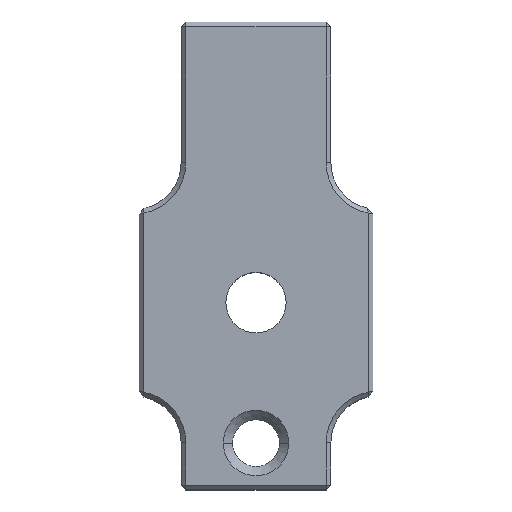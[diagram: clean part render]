
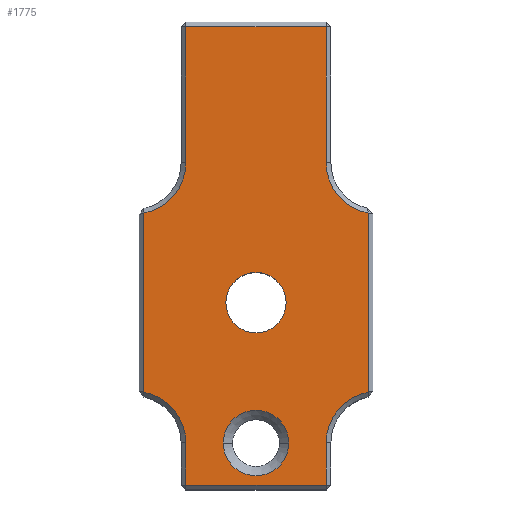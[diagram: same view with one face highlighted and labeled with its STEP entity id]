
A CAD part, top view. The second image highlights one B-rep face of the part: STEP entity #1775.
In plain terms, the highlighted planar face has unit normal (0, 0, 1).
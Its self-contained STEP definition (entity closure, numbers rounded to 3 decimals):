
#24 = CARTESIAN_POINT ( 'NONE',  ( 5., 24.975, 0. ) ) ;
#35 = VERTEX_POINT ( 'NONE', #206 ) ;
#63 = VERTEX_POINT ( 'NONE', #1593 ) ;
#78 = DIRECTION ( 'NONE',  ( 0., 0., 1. ) ) ;
#87 = DIRECTION ( 'NONE',  ( 0., 0., -1. ) ) ;
#142 = DIRECTION ( 'NONE',  ( 1., 0., 0. ) ) ;
#144 = CARTESIAN_POINT ( 'NONE',  ( 16., -5., 0. ) ) ;
#151 = VERTEX_POINT ( 'NONE', #1316 ) ;
#153 = CARTESIAN_POINT ( 'NONE',  ( 20., 24.975, 0. ) ) ;
#166 = DIRECTION ( 'NONE',  ( 0., 0., 1. ) ) ;
#170 = VERTEX_POINT ( 'NONE', #1498 ) ;
#181 = ORIENTED_EDGE ( 'NONE', *, *, #866, .T. ) ;
#188 = VERTEX_POINT ( 'NONE', #144 ) ;
#206 = CARTESIAN_POINT ( 'NONE',  ( 5., -9.5, 0. ) ) ;
#221 = CIRCLE ( 'NONE', #511, 3.225 ) ;
#235 = EDGE_CURVE ( 'NONE', #440, #188, #1604, .T. ) ;
#249 = CARTESIAN_POINT ( 'NONE',  ( 12.5, -5., 0. ) ) ;
#252 = AXIS2_PLACEMENT_3D ( 'NONE', #893, #78, #1114 ) ;
#258 = FACE_OUTER_BOUND ( 'NONE', #541, .T. ) ;
#272 = CARTESIAN_POINT ( 'NONE',  ( 5., -10., 0. ) ) ;
#304 = ORIENTED_EDGE ( 'NONE', *, *, #981, .F. ) ;
#340 = DIRECTION ( 'NONE',  ( 0., 0., -1. ) ) ;
#440 = VERTEX_POINT ( 'NONE', #1816 ) ;
#444 = VERTEX_POINT ( 'NONE', #1302 ) ;
#490 = EDGE_CURVE ( 'NONE', #1238, #151, #1637, .T. ) ;
#499 = VERTEX_POINT ( 'NONE', #2160 ) ;
#501 = CARTESIAN_POINT ( 'NONE',  ( 12.5, 10., 0. ) ) ;
#508 = CARTESIAN_POINT ( 'NONE',  ( 25.5, 24.975, 0. ) ) ;
#511 = AXIS2_PLACEMENT_3D ( 'NONE', #501, #166, #998 ) ;
#530 = LINE ( 'NONE', #1328, #1643 ) ;
#541 = EDGE_LOOP ( 'NONE', ( #851, #1321, #556, #630, #760, #1235, #1807, #1001, #1307, #1273, #181, #1299 ) ) ;
#556 = ORIENTED_EDGE ( 'NONE', *, *, #748, .T. ) ;
#594 = DIRECTION ( 'NONE',  ( 0., 0., -1. ) ) ;
#596 = LINE ( 'NONE', #2097, #2154 ) ;
#630 = ORIENTED_EDGE ( 'NONE', *, *, #490, .T. ) ;
#654 = CARTESIAN_POINT ( 'NONE',  ( 24.5, 40., 0. ) ) ;
#665 = DIRECTION ( 'NONE',  ( -1., 0., 0. ) ) ;
#728 = AXIS2_PLACEMENT_3D ( 'NONE', #2002, #87, #804 ) ;
#748 = EDGE_CURVE ( 'NONE', #499, #1238, #2150, .T. ) ;
#760 = ORIENTED_EDGE ( 'NONE', *, *, #1587, .T. ) ;
#773 = DIRECTION ( 'NONE',  ( -1., 0., 0. ) ) ;
#795 = CARTESIAN_POINT ( 'NONE',  ( 20., 40., 0. ) ) ;
#803 = VERTEX_POINT ( 'NONE', #24 ) ;
#804 = DIRECTION ( 'NONE',  ( -1., 0., 0. ) ) ;
#851 = ORIENTED_EDGE ( 'NONE', *, *, #2131, .T. ) ;
#859 = CARTESIAN_POINT ( 'NONE',  ( 12.5, -5., 0. ) ) ;
#866 = EDGE_CURVE ( 'NONE', #35, #1061, #530, .T. ) ;
#888 = CARTESIAN_POINT ( 'NONE',  ( 5., 39.5, 0. ) ) ;
#893 = CARTESIAN_POINT ( 'NONE',  ( 12.5, 10., 0. ) ) ;
#910 = VECTOR ( 'NONE', #1899, 1000. ) ;
#920 = ORIENTED_EDGE ( 'NONE', *, *, #1218, .F. ) ;
#926 = CARTESIAN_POINT ( 'NONE',  ( 15.725, 10., 0. ) ) ;
#927 = EDGE_LOOP ( 'NONE', ( #959, #1500 ) ) ;
#939 = DIRECTION ( 'NONE',  ( -1., 0., 0. ) ) ;
#942 = AXIS2_PLACEMENT_3D ( 'NONE', #1392, #2044, #1057 ) ;
#959 = ORIENTED_EDGE ( 'NONE', *, *, #1151, .T. ) ;
#961 = DIRECTION ( 'NONE',  ( 0., -1., 0. ) ) ;
#973 = AXIS2_PLACEMENT_3D ( 'NONE', #859, #340, #1203 ) ;
#981 = EDGE_CURVE ( 'NONE', #1632, #2087, #1726, .T. ) ;
#995 = PLANE ( 'NONE',  #728 ) ;
#998 = DIRECTION ( 'NONE',  ( 1., 0., 0. ) ) ;
#1001 = ORIENTED_EDGE ( 'NONE', *, *, #1125, .T. ) ;
#1020 = DIRECTION ( 'NONE',  ( 0., 0., -1. ) ) ;
#1046 = VERTEX_POINT ( 'NONE', #1476 ) ;
#1057 = DIRECTION ( 'NONE',  ( -1., 0., 0. ) ) ;
#1061 = VERTEX_POINT ( 'NONE', #1144 ) ;
#1087 = EDGE_CURVE ( 'NONE', #444, #499, #1499, .T. ) ;
#1104 = DIRECTION ( 'NONE',  ( 0., -1., 0. ) ) ;
#1114 = DIRECTION ( 'NONE',  ( 1., 0., 0. ) ) ;
#1117 = AXIS2_PLACEMENT_3D ( 'NONE', #249, #1301, #939 ) ;
#1125 = EDGE_CURVE ( 'NONE', #63, #170, #1442, .T. ) ;
#1144 = CARTESIAN_POINT ( 'NONE',  ( 20., -9.5, 0. ) ) ;
#1148 = CARTESIAN_POINT ( 'NONE',  ( -0.5, -4.975, 0. ) ) ;
#1151 = EDGE_CURVE ( 'NONE', #188, #440, #1609, .T. ) ;
#1192 = AXIS2_PLACEMENT_3D ( 'NONE', #1148, #2194, #1633 ) ;
#1199 = EDGE_CURVE ( 'NONE', #1046, #35, #1974, .T. ) ;
#1203 = DIRECTION ( 'NONE',  ( -1., 0., 0. ) ) ;
#1218 = EDGE_CURVE ( 'NONE', #2087, #1632, #221, .T. ) ;
#1235 = ORIENTED_EDGE ( 'NONE', *, *, #1320, .T. ) ;
#1238 = VERTEX_POINT ( 'NONE', #153 ) ;
#1273 = ORIENTED_EDGE ( 'NONE', *, *, #1199, .T. ) ;
#1287 = VECTOR ( 'NONE', #1333, 1000. ) ;
#1299 = ORIENTED_EDGE ( 'NONE', *, *, #1487, .T. ) ;
#1301 = DIRECTION ( 'NONE',  ( 0., 0., -1. ) ) ;
#1302 = CARTESIAN_POINT ( 'NONE',  ( 24.5, 0.433, 0. ) ) ;
#1307 = ORIENTED_EDGE ( 'NONE', *, *, #1396, .T. ) ;
#1310 = CARTESIAN_POINT ( 'NONE',  ( 20., -4.975, 0. ) ) ;
#1316 = CARTESIAN_POINT ( 'NONE',  ( 20., 39.5, 0. ) ) ;
#1320 = EDGE_CURVE ( 'NONE', #1940, #803, #1803, .T. ) ;
#1321 = ORIENTED_EDGE ( 'NONE', *, *, #1087, .T. ) ;
#1328 = CARTESIAN_POINT ( 'NONE',  ( 20.5, -9.5, 0. ) ) ;
#1333 = DIRECTION ( 'NONE',  ( 0., 1., 0. ) ) ;
#1346 = LINE ( 'NONE', #1371, #910 ) ;
#1371 = CARTESIAN_POINT ( 'NONE',  ( 20., -4.975, 0. ) ) ;
#1388 = CIRCLE ( 'NONE', #2101, 5.5 ) ;
#1392 = CARTESIAN_POINT ( 'NONE',  ( -0.5, 24.975, 0. ) ) ;
#1396 = EDGE_CURVE ( 'NONE', #170, #1046, #1428, .T. ) ;
#1420 = VERTEX_POINT ( 'NONE', #1310 ) ;
#1428 = CIRCLE ( 'NONE', #1192, 5.5 ) ;
#1442 = LINE ( 'NONE', #1599, #1965 ) ;
#1460 = EDGE_CURVE ( 'NONE', #803, #63, #1829, .T. ) ;
#1467 = CARTESIAN_POINT ( 'NONE',  ( 5., 40., 0. ) ) ;
#1472 = DIRECTION ( 'NONE',  ( 0., 1., 0. ) ) ;
#1476 = CARTESIAN_POINT ( 'NONE',  ( 5., -4.975, 0. ) ) ;
#1487 = EDGE_CURVE ( 'NONE', #1061, #1420, #1346, .T. ) ;
#1498 = CARTESIAN_POINT ( 'NONE',  ( 0.5, 0.433, 0. ) ) ;
#1499 = LINE ( 'NONE', #654, #1287 ) ;
#1500 = ORIENTED_EDGE ( 'NONE', *, *, #235, .T. ) ;
#1546 = VECTOR ( 'NONE', #1993, 1000. ) ;
#1587 = EDGE_CURVE ( 'NONE', #151, #1940, #596, .T. ) ;
#1593 = CARTESIAN_POINT ( 'NONE',  ( 0.5, 19.567, 0. ) ) ;
#1599 = CARTESIAN_POINT ( 'NONE',  ( 0.5, 40., 0. ) ) ;
#1604 = CIRCLE ( 'NONE', #973, 3.5 ) ;
#1609 = CIRCLE ( 'NONE', #1117, 3.5 ) ;
#1632 = VERTEX_POINT ( 'NONE', #926 ) ;
#1633 = DIRECTION ( 'NONE',  ( -1., 0., 0. ) ) ;
#1637 = LINE ( 'NONE', #795, #1786 ) ;
#1643 = VECTOR ( 'NONE', #142, 1000. ) ;
#1665 = CARTESIAN_POINT ( 'NONE',  ( 25.5, -4.975, 0. ) ) ;
#1726 = CIRCLE ( 'NONE', #252, 3.225 ) ;
#1775 = ADVANCED_FACE ( 'NONE', ( #2139, #258, #1812 ), #995, .F. ) ;
#1785 = CARTESIAN_POINT ( 'NONE',  ( 9.275, 10., 0. ) ) ;
#1786 = VECTOR ( 'NONE', #1472, 1000. ) ;
#1803 = LINE ( 'NONE', #1467, #1546 ) ;
#1807 = ORIENTED_EDGE ( 'NONE', *, *, #1460, .T. ) ;
#1812 = FACE_BOUND ( 'NONE', #1980, .T. ) ;
#1816 = CARTESIAN_POINT ( 'NONE',  ( 9., -5., 0. ) ) ;
#1829 = CIRCLE ( 'NONE', #942, 5.5 ) ;
#1899 = DIRECTION ( 'NONE',  ( 0., 1., 0. ) ) ;
#1920 = DIRECTION ( 'NONE',  ( -1., 0., 0. ) ) ;
#1940 = VERTEX_POINT ( 'NONE', #888 ) ;
#1965 = VECTOR ( 'NONE', #1104, 1000. ) ;
#1974 = LINE ( 'NONE', #272, #2007 ) ;
#1980 = EDGE_LOOP ( 'NONE', ( #304, #920 ) ) ;
#1993 = DIRECTION ( 'NONE',  ( 0., -1., 0. ) ) ;
#2002 = CARTESIAN_POINT ( 'NONE',  ( 0., 40., 0. ) ) ;
#2007 = VECTOR ( 'NONE', #961, 1000. ) ;
#2044 = DIRECTION ( 'NONE',  ( 0., 0., -1. ) ) ;
#2087 = VERTEX_POINT ( 'NONE', #1785 ) ;
#2097 = CARTESIAN_POINT ( 'NONE',  ( 0., 39.5, 0. ) ) ;
#2101 = AXIS2_PLACEMENT_3D ( 'NONE', #1665, #594, #773 ) ;
#2131 = EDGE_CURVE ( 'NONE', #1420, #444, #1388, .T. ) ;
#2139 = FACE_BOUND ( 'NONE', #927, .T. ) ;
#2150 = CIRCLE ( 'NONE', #2191, 5.5 ) ;
#2154 = VECTOR ( 'NONE', #1920, 1000. ) ;
#2160 = CARTESIAN_POINT ( 'NONE',  ( 24.5, 19.567, 0. ) ) ;
#2191 = AXIS2_PLACEMENT_3D ( 'NONE', #508, #1020, #665 ) ;
#2194 = DIRECTION ( 'NONE',  ( 0., 0., -1. ) ) ;
